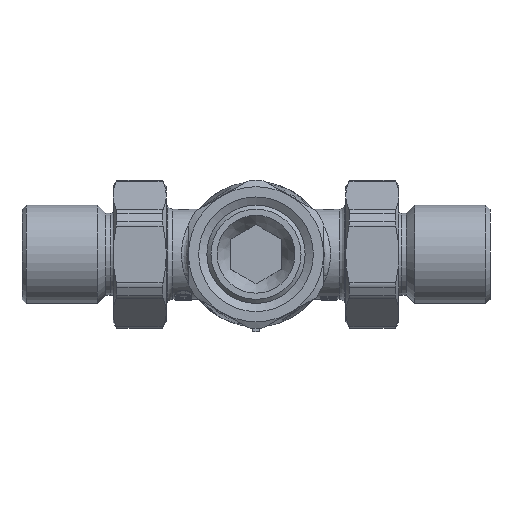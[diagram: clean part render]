
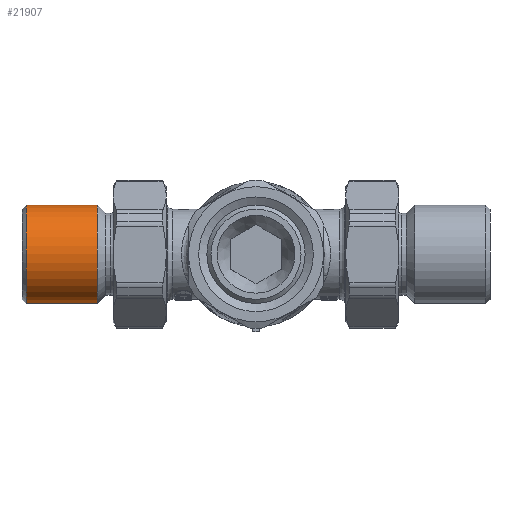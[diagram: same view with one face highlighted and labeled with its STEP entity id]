
A CAD part, front view. The second image highlights one B-rep face of the part: STEP entity #21907.
In plain terms, the highlighted cylindrical face has radius 15.24 mm (diameter 30.48 mm), a full revolution.
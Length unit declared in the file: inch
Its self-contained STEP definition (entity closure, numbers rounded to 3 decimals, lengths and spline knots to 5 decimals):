
#2618=FACE_OUTER_BOUND('',#4019,.T.);
#4019=EDGE_LOOP('',(#18264,#18265,#18266,#18267,#18268,#18269));
#5186=CIRCLE('',#24040,0.6);
#5187=CIRCLE('',#24041,0.6);
#5188=CIRCLE('',#24043,0.6);
#5189=CIRCLE('',#24044,0.6);
#6108=LINE('',#76669,#7054);
#7054=VECTOR('',#29052,0.6);
#9431=VERTEX_POINT('',#76662);
#9432=VERTEX_POINT('',#76664);
#9433=VERTEX_POINT('',#76668);
#9434=VERTEX_POINT('',#76670);
#12405=EDGE_CURVE('',#9431,#9432,#5186,.T.);
#12406=EDGE_CURVE('',#9432,#9431,#5187,.T.);
#12407=EDGE_CURVE('',#9432,#9433,#6108,.T.);
#12408=EDGE_CURVE('',#9433,#9434,#5188,.T.);
#12409=EDGE_CURVE('',#9434,#9433,#5189,.T.);
#18264=ORIENTED_EDGE('',*,*,#12405,.F.);
#18265=ORIENTED_EDGE('',*,*,#12406,.F.);
#18266=ORIENTED_EDGE('',*,*,#12407,.T.);
#18267=ORIENTED_EDGE('',*,*,#12408,.T.);
#18268=ORIENTED_EDGE('',*,*,#12409,.T.);
#18269=ORIENTED_EDGE('',*,*,#12407,.F.);
#19255=CYLINDRICAL_SURFACE('',#24042,0.6);
#21907=ADVANCED_FACE('',(#2618),#19255,.T.);
#24040=AXIS2_PLACEMENT_3D('',#76665,#29046,#29047);
#24041=AXIS2_PLACEMENT_3D('',#76666,#29048,#29049);
#24042=AXIS2_PLACEMENT_3D('',#76667,#29050,#29051);
#24043=AXIS2_PLACEMENT_3D('',#76671,#29053,#29054);
#24044=AXIS2_PLACEMENT_3D('',#76672,#29055,#29056);
#29046=DIRECTION('center_axis',(-1.,0.,0.));
#29047=DIRECTION('ref_axis',(0.,-1.,0.));
#29048=DIRECTION('center_axis',(-1.,0.,0.));
#29049=DIRECTION('ref_axis',(0.,-1.,0.));
#29050=DIRECTION('center_axis',(-1.,0.,0.));
#29051=DIRECTION('ref_axis',(0.,1.,0.));
#29052=DIRECTION('',(1.,0.,0.));
#29053=DIRECTION('center_axis',(-1.,0.,0.));
#29054=DIRECTION('ref_axis',(0.,1.,0.));
#29055=DIRECTION('center_axis',(-1.,0.,0.));
#29056=DIRECTION('ref_axis',(0.,1.,0.));
#76662=CARTESIAN_POINT('',(-2.80701,0.6,0.));
#76664=CARTESIAN_POINT('',(-2.80701,-0.6,0.));
#76665=CARTESIAN_POINT('Origin',(-2.80701,0.,0.));
#76666=CARTESIAN_POINT('Origin',(-2.80701,0.,0.));
#76667=CARTESIAN_POINT('Origin',(-1.93701,0.,0.));
#76668=CARTESIAN_POINT('',(-1.93701,-0.6,0.));
#76669=CARTESIAN_POINT('',(-1.93701,-0.6,0.));
#76670=CARTESIAN_POINT('',(-1.93701,0.6,0.));
#76671=CARTESIAN_POINT('Origin',(-1.93701,0.,0.));
#76672=CARTESIAN_POINT('Origin',(-1.93701,0.,0.));
